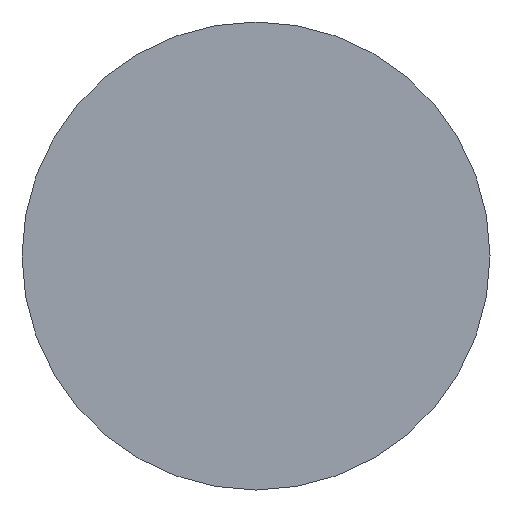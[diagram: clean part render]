
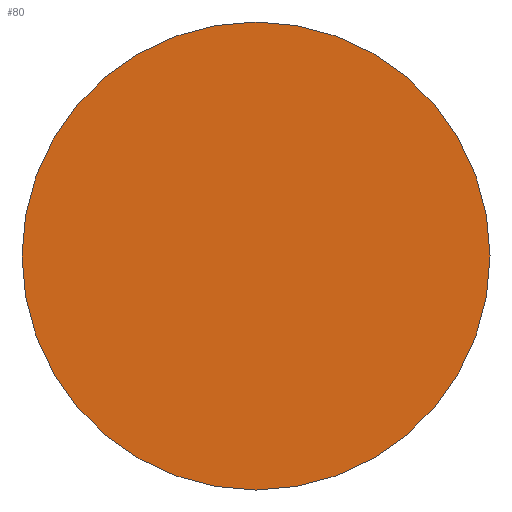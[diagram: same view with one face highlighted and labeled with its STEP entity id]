
A CAD part, front view. The second image highlights one B-rep face of the part: STEP entity #80.
In plain terms, the highlighted planar face has unit normal (0, -1, 0).
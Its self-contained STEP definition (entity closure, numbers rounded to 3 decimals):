
#17=PLANE('',#112);
#28=FACE_OUTER_BOUND('',#38,.T.);
#38=EDGE_LOOP('',(#68));
#47=CIRCLE('',#111,50.);
#53=VERTEX_POINT('',#157);
#59=EDGE_CURVE('',#53,#53,#47,.T.);
#68=ORIENTED_EDGE('',*,*,#59,.T.);
#80=ADVANCED_FACE('',(#28),#17,.F.);
#111=AXIS2_PLACEMENT_3D('',#158,#134,#135);
#112=AXIS2_PLACEMENT_3D('',#159,#136,#137);
#134=DIRECTION('center_axis',(0.,-1.,0.));
#135=DIRECTION('ref_axis',(-1.,0.,0.));
#136=DIRECTION('center_axis',(0.,1.,0.));
#137=DIRECTION('ref_axis',(0.,0.,1.));
#157=CARTESIAN_POINT('',(50.,-8.,0.));
#158=CARTESIAN_POINT('Origin',(0.,-8.,0.));
#159=CARTESIAN_POINT('Origin',(0.,-8.,0.));
